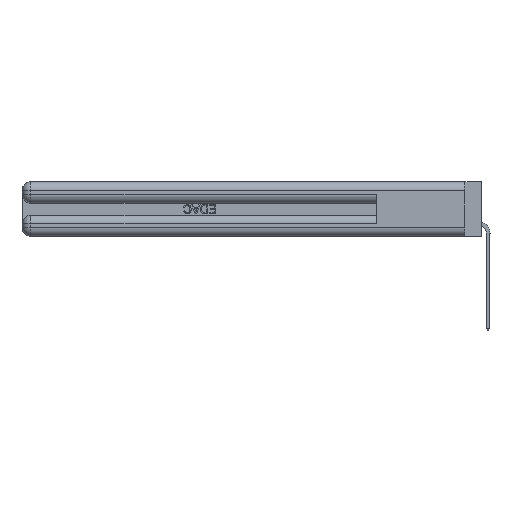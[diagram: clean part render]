
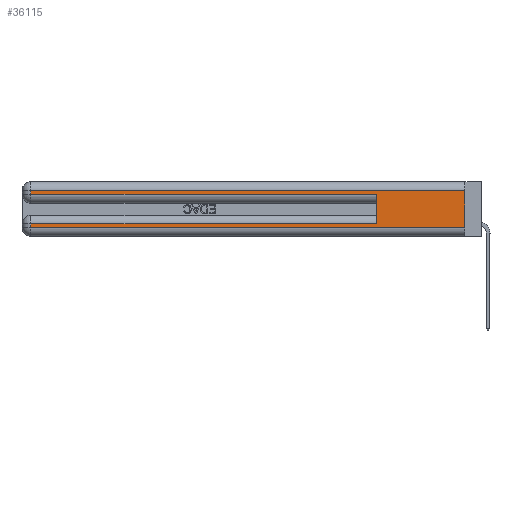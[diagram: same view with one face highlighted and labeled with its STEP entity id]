
A CAD part, left-side view. The second image highlights one B-rep face of the part: STEP entity #36115.
In plain terms, the highlighted planar face has unit normal (-1, 0, 0).
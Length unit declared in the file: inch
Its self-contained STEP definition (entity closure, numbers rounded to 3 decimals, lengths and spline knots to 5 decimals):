
#1202 = CARTESIAN_POINT ( 'NONE',  ( 0., 0., 0.06 ) ) ;
#2316 = VECTOR ( 'NONE', #29510, 39.37008 ) ;
#2359 = LINE ( 'NONE', #44923, #32830 ) ;
#3089 = CARTESIAN_POINT ( 'NONE',  ( 0., 2.94, 0.285 ) ) ;
#3195 = CARTESIAN_POINT ( 'NONE',  ( 0., 2.94, 0.31 ) ) ;
#5920 = CARTESIAN_POINT ( 'NONE',  ( 0., 0., 0.37 ) ) ;
#5975 = AXIS2_PLACEMENT_3D ( 'NONE', #5920, #35044, #18023 ) ;
#6062 = CARTESIAN_POINT ( 'NONE',  ( 0., 2.94, 0.085 ) ) ;
#6321 = VERTEX_POINT ( 'NONE', #3195 ) ;
#6788 = EDGE_CURVE ( 'NONE', #41442, #21005, #33361, .T. ) ;
#7508 = LINE ( 'NONE', #37552, #22924 ) ;
#8239 = LINE ( 'NONE', #16941, #2316 ) ;
#9467 = ORIENTED_EDGE ( 'NONE', *, *, #47437, .F. ) ;
#10066 = DIRECTION ( 'NONE',  ( 0., 0., 1. ) ) ;
#10415 = VERTEX_POINT ( 'NONE', #46839 ) ;
#12183 = DIRECTION ( 'NONE',  ( 0., 1., 0. ) ) ;
#14297 = VERTEX_POINT ( 'NONE', #40550 ) ;
#14641 = EDGE_LOOP ( 'NONE', ( #9467, #36145, #21095, #29092, #34647, #32896, #49388, #50448 ) ) ;
#15981 = VECTOR ( 'NONE', #30906, 39.37008 ) ;
#16941 = CARTESIAN_POINT ( 'NONE',  ( 0., 0., 0.285 ) ) ;
#17596 = CARTESIAN_POINT ( 'NONE',  ( 0., 0., 0.06 ) ) ;
#18023 = DIRECTION ( 'NONE',  ( 0., 0., -1. ) ) ;
#18208 = PLANE ( 'NONE',  #5975 ) ;
#19166 = LINE ( 'NONE', #43532, #36006 ) ;
#19882 = VECTOR ( 'NONE', #51125, 39.37008 ) ;
#21005 = VERTEX_POINT ( 'NONE', #28122 ) ;
#21071 = DIRECTION ( 'NONE',  ( 0., 0., -1. ) ) ;
#21095 = ORIENTED_EDGE ( 'NONE', *, *, #30431, .T. ) ;
#22566 = VERTEX_POINT ( 'NONE', #1202 ) ;
#22924 = VECTOR ( 'NONE', #21071, 39.37008 ) ;
#23349 = EDGE_CURVE ( 'NONE', #50257, #10415, #8239, .T. ) ;
#28122 = CARTESIAN_POINT ( 'NONE',  ( 0., 2.94, 0.06 ) ) ;
#29092 = ORIENTED_EDGE ( 'NONE', *, *, #23349, .T. ) ;
#29510 = DIRECTION ( 'NONE',  ( 0., -1., 0. ) ) ;
#29648 = EDGE_CURVE ( 'NONE', #14297, #6321, #39878, .T. ) ;
#30431 = EDGE_CURVE ( 'NONE', #6321, #50257, #7508, .T. ) ;
#30756 = LINE ( 'NONE', #17596, #19882 ) ;
#30906 = DIRECTION ( 'NONE',  ( 0., 0., -1. ) ) ;
#32742 = CARTESIAN_POINT ( 'NONE',  ( 0., 0., 0.31 ) ) ;
#32830 = VECTOR ( 'NONE', #40717, 39.37008 ) ;
#32896 = ORIENTED_EDGE ( 'NONE', *, *, #45093, .T. ) ;
#33361 = LINE ( 'NONE', #35692, #15981 ) ;
#34647 = ORIENTED_EDGE ( 'NONE', *, *, #36853, .F. ) ;
#35044 = DIRECTION ( 'NONE',  ( 1., 0., 0. ) ) ;
#35692 = CARTESIAN_POINT ( 'NONE',  ( 0., 2.94, 0.37 ) ) ;
#35821 = LINE ( 'NONE', #44493, #41009 ) ;
#36006 = VECTOR ( 'NONE', #10066, 39.37008 ) ;
#36115 = ADVANCED_FACE ( 'NONE', ( #37388 ), #18208, .F. ) ;
#36145 = ORIENTED_EDGE ( 'NONE', *, *, #29648, .T. ) ;
#36853 = EDGE_CURVE ( 'NONE', #45519, #10415, #19166, .T. ) ;
#37388 = FACE_OUTER_BOUND ( 'NONE', #14641, .T. ) ;
#37552 = CARTESIAN_POINT ( 'NONE',  ( 0., 2.94, 0.37 ) ) ;
#39147 = VECTOR ( 'NONE', #12183, 39.37008 ) ;
#39474 = CARTESIAN_POINT ( 'NONE',  ( 0., 0.6, 0.085 ) ) ;
#39878 = LINE ( 'NONE', #32742, #39147 ) ;
#40550 = CARTESIAN_POINT ( 'NONE',  ( 0., 0., 0.31 ) ) ;
#40717 = DIRECTION ( 'NONE',  ( 0., 0., -1. ) ) ;
#41009 = VECTOR ( 'NONE', #52839, 39.37008 ) ;
#41442 = VERTEX_POINT ( 'NONE', #6062 ) ;
#43532 = CARTESIAN_POINT ( 'NONE',  ( 0., 0.6, 0.145 ) ) ;
#44493 = CARTESIAN_POINT ( 'NONE',  ( 0., 0., 0.085 ) ) ;
#44923 = CARTESIAN_POINT ( 'NONE',  ( 0., 0., 0.37 ) ) ;
#45093 = EDGE_CURVE ( 'NONE', #45519, #41442, #35821, .T. ) ;
#45519 = VERTEX_POINT ( 'NONE', #39474 ) ;
#46839 = CARTESIAN_POINT ( 'NONE',  ( 0., 0.6, 0.285 ) ) ;
#47437 = EDGE_CURVE ( 'NONE', #14297, #22566, #2359, .T. ) ;
#47845 = EDGE_CURVE ( 'NONE', #21005, #22566, #30756, .T. ) ;
#49388 = ORIENTED_EDGE ( 'NONE', *, *, #6788, .T. ) ;
#50257 = VERTEX_POINT ( 'NONE', #3089 ) ;
#50448 = ORIENTED_EDGE ( 'NONE', *, *, #47845, .T. ) ;
#51125 = DIRECTION ( 'NONE',  ( 0., -1., 0. ) ) ;
#52839 = DIRECTION ( 'NONE',  ( 0., 1., 0. ) ) ;
